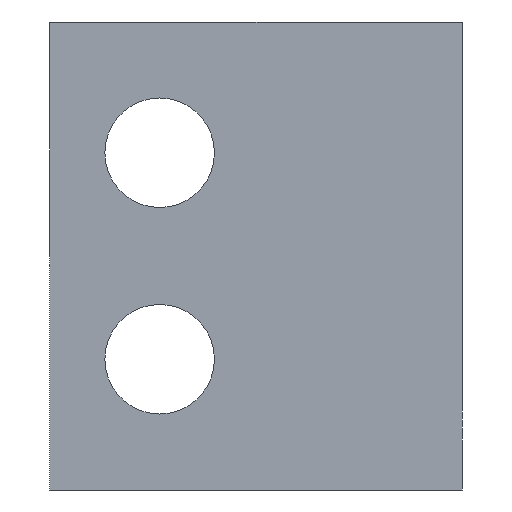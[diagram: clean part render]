
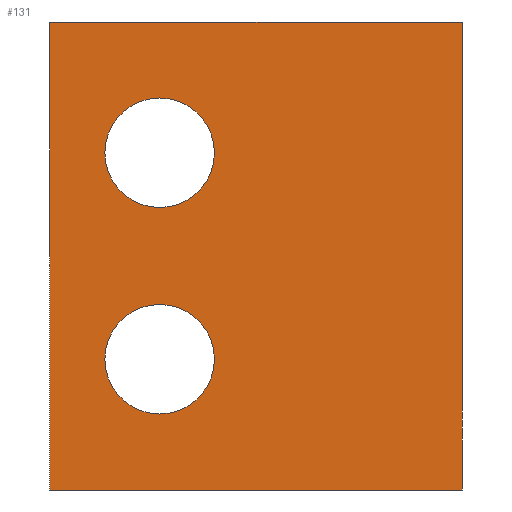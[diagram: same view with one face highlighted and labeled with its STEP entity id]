
A CAD part, front view. The second image highlights one B-rep face of the part: STEP entity #131.
In plain terms, the highlighted planar face has unit normal (0, -1, 0).
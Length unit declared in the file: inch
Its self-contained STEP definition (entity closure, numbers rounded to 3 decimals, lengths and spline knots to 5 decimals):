
#5 = AXIS2_PLACEMENT_3D ( 'NONE', #376, #375, #374 ) ;
#8 = AXIS2_PLACEMENT_3D ( 'NONE', #341, #340, #339 ) ;
#18 = AXIS2_PLACEMENT_3D ( 'NONE', #304, #303, #302 ) ;
#65 = ORIENTED_EDGE ( 'NONE', *, *, #681, .T. ) ;
#66 = ORIENTED_EDGE ( 'NONE', *, *, #666, .T. ) ;
#67 = ORIENTED_EDGE ( 'NONE', *, *, #649, .T. ) ;
#68 = ORIENTED_EDGE ( 'NONE', *, *, #647, .T. ) ;
#69 = ORIENTED_EDGE ( 'NONE', *, *, #642, .F. ) ;
#70 = ORIENTED_EDGE ( 'NONE', *, *, #646, .F. ) ;
#71 = ORIENTED_EDGE ( 'NONE', *, *, #689, .T. ) ;
#79 = ORIENTED_EDGE ( 'NONE', *, *, #648, .T. ) ;
#84 = EDGE_LOOP ( 'NONE', ( #68, #69, #70, #71 ) ) ;
#87 = EDGE_LOOP ( 'NONE', ( #67, #66 ) ) ;
#88 = EDGE_LOOP ( 'NONE', ( #79, #65 ) ) ;
#131 = ADVANCED_FACE ( 'NONE', ( #595, #596, #597 ), #447, .F. ) ;
#144 = CIRCLE ( 'NONE', #18, 0.0995 ) ;
#155 = LINE ( 'NONE', #282, #156 ) ;
#156 = VECTOR ( 'NONE', #281, 39.37008 ) ;
#222 = AXIS2_PLACEMENT_3D ( 'NONE', #484, #446, #445 ) ;
#281 = DIRECTION ( 'NONE',  ( 0., 0., -1. ) ) ;
#282 = CARTESIAN_POINT ( 'NONE',  ( -0.75, 0., 0.425 ) ) ;
#302 = DIRECTION ( 'NONE',  ( 0., 0., 1. ) ) ;
#303 = DIRECTION ( 'NONE',  ( 0., 1., 0. ) ) ;
#304 = CARTESIAN_POINT ( 'NONE',  ( -0.55, 0., -0.1875 ) ) ;
#339 = DIRECTION ( 'NONE',  ( 0., 0., 1. ) ) ;
#340 = DIRECTION ( 'NONE',  ( 0., 1., 0. ) ) ;
#341 = CARTESIAN_POINT ( 'NONE',  ( -0.55, 0., 0.1875 ) ) ;
#374 = DIRECTION ( 'NONE',  ( 0., 0., 1. ) ) ;
#375 = DIRECTION ( 'NONE',  ( 0., 1., 0. ) ) ;
#376 = CARTESIAN_POINT ( 'NONE',  ( -0.55, 0., 0.1875 ) ) ;
#377 = DIRECTION ( 'NONE',  ( 0., 0., 1. ) ) ;
#378 = DIRECTION ( 'NONE',  ( 0., 1., 0. ) ) ;
#379 = CARTESIAN_POINT ( 'NONE',  ( -0.55, 0., -0.1875 ) ) ;
#380 = DIRECTION ( 'NONE',  ( 1., 0., 0. ) ) ;
#382 = DIRECTION ( 'NONE',  ( 1., 0., 0. ) ) ;
#383 = CARTESIAN_POINT ( 'NONE',  ( -0.75, 0., -0.425 ) ) ;
#385 = CARTESIAN_POINT ( 'NONE',  ( -0.75, 0., 0.425 ) ) ;
#391 = DIRECTION ( 'NONE',  ( 0., 0., -1. ) ) ;
#393 = CARTESIAN_POINT ( 'NONE',  ( 0., 0., 0.425 ) ) ;
#402 = CARTESIAN_POINT ( 'NONE',  ( -0.75, 0., 0.425 ) ) ;
#403 = CARTESIAN_POINT ( 'NONE',  ( 0., 0., 0.425 ) ) ;
#404 = CARTESIAN_POINT ( 'NONE',  ( 0., 0., -0.425 ) ) ;
#405 = CARTESIAN_POINT ( 'NONE',  ( -0.75, 0., -0.425 ) ) ;
#420 = CARTESIAN_POINT ( 'NONE',  ( -0.55, 0., 0.287 ) ) ;
#421 = CARTESIAN_POINT ( 'NONE',  ( -0.55, 0., -0.088 ) ) ;
#427 = CARTESIAN_POINT ( 'NONE',  ( -0.55, 0., -0.287 ) ) ;
#428 = CARTESIAN_POINT ( 'NONE',  ( -0.55, 0., 0.088 ) ) ;
#445 = DIRECTION ( 'NONE',  ( 0., 0., 1. ) ) ;
#446 = DIRECTION ( 'NONE',  ( 0., 1., 0. ) ) ;
#447 = PLANE ( 'NONE',  #222 ) ;
#449 = VERTEX_POINT ( 'NONE', #427 ) ;
#455 = VERTEX_POINT ( 'NONE', #421 ) ;
#456 = VERTEX_POINT ( 'NONE', #428 ) ;
#457 = VERTEX_POINT ( 'NONE', #420 ) ;
#472 = VERTEX_POINT ( 'NONE', #405 ) ;
#473 = VERTEX_POINT ( 'NONE', #404 ) ;
#474 = VERTEX_POINT ( 'NONE', #403 ) ;
#475 = VERTEX_POINT ( 'NONE', #402 ) ;
#484 = CARTESIAN_POINT ( 'NONE',  ( -0.75, 0., 0.425 ) ) ;
#511 = CIRCLE ( 'NONE', #8, 0.0995 ) ;
#528 = CIRCLE ( 'NONE', #661, 0.0995 ) ;
#531 = CIRCLE ( 'NONE', #5, 0.0995 ) ;
#582 = VECTOR ( 'NONE', #380, 39.37008 ) ;
#583 = VECTOR ( 'NONE', #382, 39.37008 ) ;
#594 = LINE ( 'NONE', #393, #614 ) ;
#595 = FACE_BOUND ( 'NONE', #88, .T. ) ;
#596 = FACE_BOUND ( 'NONE', #87, .T. ) ;
#597 = FACE_OUTER_BOUND ( 'NONE', #84, .T. ) ;
#614 = VECTOR ( 'NONE', #391, 39.37008 ) ;
#618 = LINE ( 'NONE', #385, #583 ) ;
#619 = LINE ( 'NONE', #383, #582 ) ;
#642 = EDGE_CURVE ( 'NONE', #474, #473, #594, .T. ) ;
#646 = EDGE_CURVE ( 'NONE', #475, #474, #618, .T. ) ;
#647 = EDGE_CURVE ( 'NONE', #472, #473, #619, .T. ) ;
#648 = EDGE_CURVE ( 'NONE', #455, #449, #528, .T. ) ;
#649 = EDGE_CURVE ( 'NONE', #457, #456, #531, .T. ) ;
#661 = AXIS2_PLACEMENT_3D ( 'NONE', #379, #378, #377 ) ;
#666 = EDGE_CURVE ( 'NONE', #456, #457, #511, .T. ) ;
#681 = EDGE_CURVE ( 'NONE', #449, #455, #144, .T. ) ;
#689 = EDGE_CURVE ( 'NONE', #475, #472, #155, .T. ) ;
